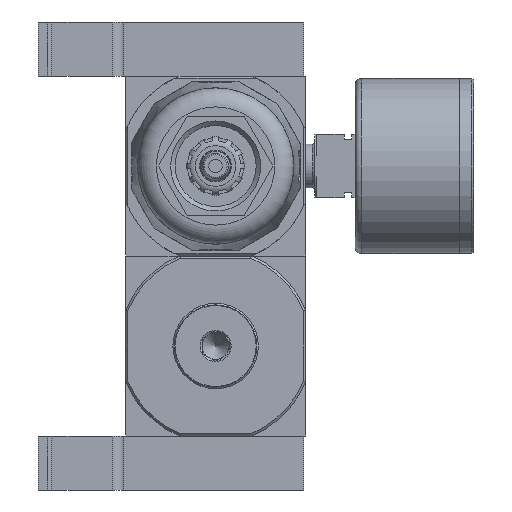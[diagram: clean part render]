
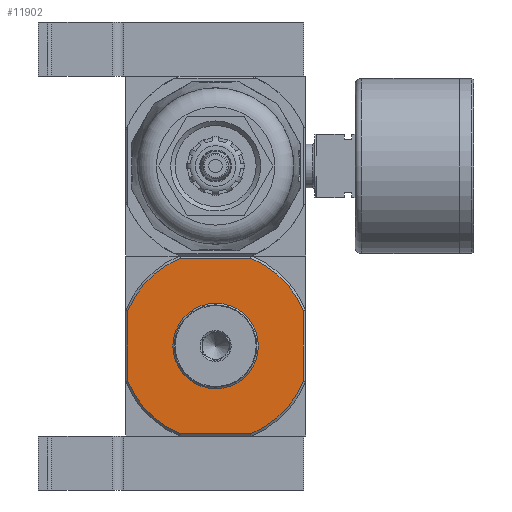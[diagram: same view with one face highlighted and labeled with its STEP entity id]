
A CAD part, front view. The second image highlights one B-rep face of the part: STEP entity #11902.
In plain terms, the highlighted planar face has unit normal (0, -1, 0).
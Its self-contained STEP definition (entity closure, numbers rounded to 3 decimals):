
#1235=CIRCLE('',#15943,9.5);
#1236=CIRCLE('',#15944,21.);
#1237=CIRCLE('',#15945,21.);
#1238=CIRCLE('',#15946,21.);
#1239=CIRCLE('',#15947,21.);
#4135=ORIENTED_EDGE('',*,*,#6007,.F.);
#4136=ORIENTED_EDGE('',*,*,#6008,.T.);
#4137=ORIENTED_EDGE('',*,*,#6009,.F.);
#4138=ORIENTED_EDGE('',*,*,#6003,.T.);
#4139=ORIENTED_EDGE('',*,*,#6010,.F.);
#4140=ORIENTED_EDGE('',*,*,#6011,.F.);
#4141=ORIENTED_EDGE('',*,*,#6012,.F.);
#4142=ORIENTED_EDGE('',*,*,#6013,.F.);
#4143=ORIENTED_EDGE('',*,*,#6014,.F.);
#6003=EDGE_CURVE('',#7215,#7216,#8058,.T.);
#6007=EDGE_CURVE('',#7219,#7219,#1235,.F.);
#6008=EDGE_CURVE('',#7220,#7221,#8060,.T.);
#6009=EDGE_CURVE('',#7215,#7221,#1236,.T.);
#6010=EDGE_CURVE('',#7222,#7216,#1237,.T.);
#6011=EDGE_CURVE('',#7223,#7222,#8061,.T.);
#6012=EDGE_CURVE('',#7224,#7223,#1238,.T.);
#6013=EDGE_CURVE('',#7225,#7224,#8062,.T.);
#6014=EDGE_CURVE('',#7220,#7225,#1239,.T.);
#7215=VERTEX_POINT('',#23540);
#7216=VERTEX_POINT('',#23541);
#7219=VERTEX_POINT('',#23555);
#7220=VERTEX_POINT('',#23557);
#7221=VERTEX_POINT('',#23558);
#7222=VERTEX_POINT('',#23561);
#7223=VERTEX_POINT('',#23563);
#7224=VERTEX_POINT('',#23565);
#7225=VERTEX_POINT('',#23567);
#8058=LINE('',#23539,#8840);
#8060=LINE('',#23556,#8842);
#8061=LINE('',#23562,#8843);
#8062=LINE('',#23566,#8844);
#8840=VECTOR('',#19202,1000.);
#8842=VECTOR('',#19208,1000.);
#8843=VECTOR('',#19213,1000.);
#8844=VECTOR('',#19216,1000.);
#9725=EDGE_LOOP('',(#4135));
#9726=EDGE_LOOP('',(#4136,#4137,#4138,#4139,#4140,#4141,#4142,#4143));
#10717=FACE_BOUND('',#9725,.T.);
#10718=FACE_BOUND('',#9726,.T.);
#11246=PLANE('',#15942);
#11902=ADVANCED_FACE('',(#10717,#10718),#11246,.F.);
#15942=AXIS2_PLACEMENT_3D('',#23553,#19204,#19205);
#15943=AXIS2_PLACEMENT_3D('',#23554,#19206,#19207);
#15944=AXIS2_PLACEMENT_3D('',#23559,#19209,#19210);
#15945=AXIS2_PLACEMENT_3D('',#23560,#19211,#19212);
#15946=AXIS2_PLACEMENT_3D('',#23564,#19214,#19215);
#15947=AXIS2_PLACEMENT_3D('',#23568,#19217,#19218);
#19202=DIRECTION('',(0.,0.,-1.));
#19204=DIRECTION('',(0.,1.,0.));
#19205=DIRECTION('',(0.,0.,1.));
#19206=DIRECTION('',(0.,1.,0.));
#19207=DIRECTION('',(0.,0.,1.));
#19208=DIRECTION('',(-1.,0.,0.));
#19209=DIRECTION('',(0.,1.,0.));
#19210=DIRECTION('',(-1.,0.,0.));
#19211=DIRECTION('',(0.,1.,0.));
#19212=DIRECTION('',(-1.,0.,0.));
#19213=DIRECTION('',(-1.,0.,0.));
#19214=DIRECTION('',(0.,1.,0.));
#19215=DIRECTION('',(-1.,0.,0.));
#19216=DIRECTION('',(0.,0.,-1.));
#19217=DIRECTION('',(0.,1.,0.));
#19218=DIRECTION('',(-1.,0.,0.));
#23539=CARTESIAN_POINT('',(-19.5,-20.,20.));
#23540=CARTESIAN_POINT('',(-19.5,-20.,7.794));
#23541=CARTESIAN_POINT('',(-19.5,-20.,-7.794));
#23553=CARTESIAN_POINT('',(-19.5,-20.,20.));
#23554=CARTESIAN_POINT('',(0.,-20.,0.));
#23555=CARTESIAN_POINT('',(0.,-20.,9.5));
#23556=CARTESIAN_POINT('',(20.,-20.,19.5));
#23557=CARTESIAN_POINT('',(7.794,-20.,19.5));
#23558=CARTESIAN_POINT('',(-7.794,-20.,19.5));
#23559=CARTESIAN_POINT('',(0.,-20.,0.));
#23560=CARTESIAN_POINT('',(0.,-20.,0.));
#23561=CARTESIAN_POINT('',(-7.794,-20.,-19.5));
#23562=CARTESIAN_POINT('',(20.,-20.,-19.5));
#23563=CARTESIAN_POINT('',(7.794,-20.,-19.5));
#23564=CARTESIAN_POINT('',(0.,-20.,0.));
#23565=CARTESIAN_POINT('',(19.5,-20.,-7.794));
#23566=CARTESIAN_POINT('',(19.5,-20.,20.));
#23567=CARTESIAN_POINT('',(19.5,-20.,7.794));
#23568=CARTESIAN_POINT('',(0.,-20.,0.));
